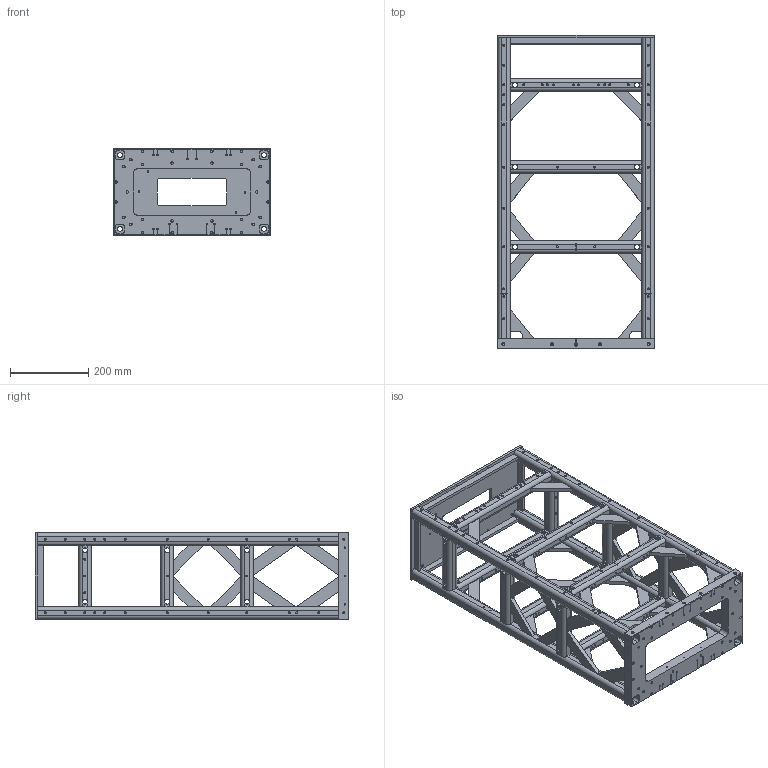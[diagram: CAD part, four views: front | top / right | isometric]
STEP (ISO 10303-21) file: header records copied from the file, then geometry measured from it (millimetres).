
FILE_DESCRIPTION (( 'STEP AP214' ), '1' );
FILE_NAME ('D020023-v6_AdvLIGO_SUS_HSTS_Structural Weldment Assembly.STEP', '2011-07-13T21:49:41', ( '' ), ( '' ), 'SwSTEP 2.0', 'SolidWorks 2010', '' );
FILE_SCHEMA (( 'AUTOMOTIVE_DESIGN' ));
Length unit declared in the file: inch
Products named in the file (6): D0901192_AdvLIGO_HSTS_Structural Weldment_As-Built (All Holes)<As Machined>; D0901193_AdvLIGO_HSTS_Gusset(4.5x3x0.375); D0902290_AdvLIGO_HSTS_Gusset(2.4 x3 x 0.375); D0902311_AdvLIGO_HSTS_Bottom Gusset(2.4 x3 x 0.375); D0901188_AdvLIGO_HSTS_Gusset(3x3x0.375); D020023-v6_AdvLIGO_SUS_HSTS_Structural Weldment Assembly
Assembly tree (37 placements, depth 2):
  D020023-v6_AdvLIGO_SUS_HSTS_Structural Weldment Assembly
    D0902290_AdvLIGO_HSTS_Gusset(2.4 x3 x 0.375)  x12
    D0901193_AdvLIGO_HSTS_Gusset(4.5x3x0.375)  x8
    D0902311_AdvLIGO_HSTS_Bottom Gusset(2.4 x3 x 0.375)  x4
    D0901188_AdvLIGO_HSTS_Gusset(3x3x0.375)  x12
    D0901192_AdvLIGO_HSTS_Structural Weldment_As-Built (All Holes)<As Machined>
Bounding box: 400 x 800.79 x 220 mm (x, y, z)
Volume: 5232145.3 mm3; surface area: 1817620.3 mm2
Topology: 58 solids, 58 shells, 1492 faces, 4198 edges, 2704 vertices
Faces by surface type: cylinder 852, plane 596, cone 44
Entity records: 47285 total; most frequent: DIRECTION 8304, CARTESIAN_POINT 7740, ORIENTED_EDGE 7568, EDGE_CURVE 3784, AXIS2_PLACEMENT_3D 3248, VERTEX_POINT 2436, CIRCLE 1914, EDGE_LOOP 1904
